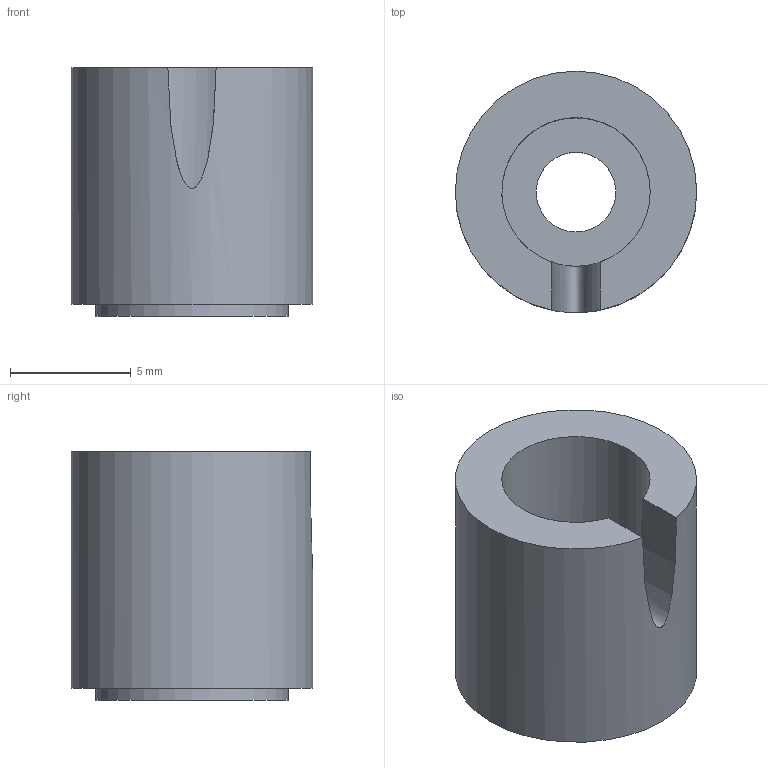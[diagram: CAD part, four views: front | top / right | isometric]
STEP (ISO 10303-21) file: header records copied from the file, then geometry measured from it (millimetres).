
FILE_DESCRIPTION(/* description */ (''),/* implementation_level */ '2;1');
FILE_NAME(/* name */ 'Encoder Magnet holder_v1.step',/* time_stamp */ '2023-12-13T12:02:51-06:00',/* author */ (''),/* organization */ (''),/* preprocessor_version */ 'ST-DEVELOPER v20',/* originating_system */ 'Autodesk Translation Framework v12.14.0.127',/* authorisation */ '');
FILE_SCHEMA (('AUTOMOTIVE_DESIGN { 1 0 10303 214 3 1 1 }'));
Length unit declared in the file: millimetre
Products named in the file (1): Encoder Magnet holder
Bounding box: 10 x 10 x 10.3 mm (x, y, z)
Volume: 505.3 mm3; surface area: 646.9 mm2
Topology: 1 solids, 1 shells, 9 faces, 18 edges, 12 vertices
Faces by surface type: cylinder 4, plane 4, bspline 1
Full cylindrical faces by diameter (mm): 3.3 x1, 6.15 x1, 8 x1, 10 x1
Entity records: 330 total; most frequent: CARTESIAN_POINT 99, DIRECTION 44, ORIENTED_EDGE 36, AXIS2_PLACEMENT_3D 19, EDGE_CURVE 18, EDGE_LOOP 12, VERTEX_POINT 12, CIRCLE 10
